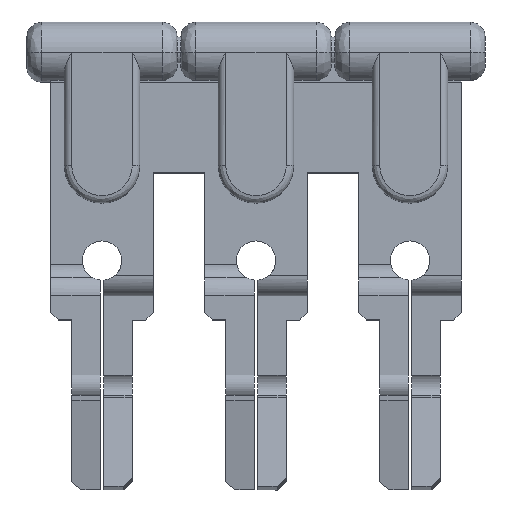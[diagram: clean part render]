
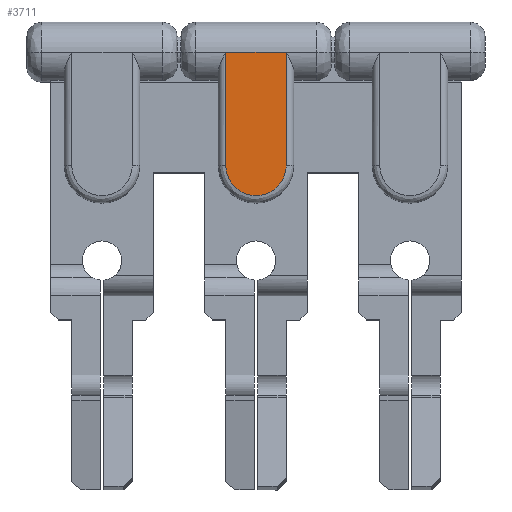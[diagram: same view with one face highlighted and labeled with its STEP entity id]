
A CAD part, top view. The second image highlights one B-rep face of the part: STEP entity #3711.
In plain terms, the highlighted planar face has unit normal (0, 0, 1).
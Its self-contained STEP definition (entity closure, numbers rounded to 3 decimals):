
#15 = CARTESIAN_POINT ( 'NONE',  ( -111.2, -3.38, 1.35 ) ) ;
#113 = DIRECTION ( 'NONE',  ( 1., 0., 0. ) ) ;
#174 = DIRECTION ( 'NONE',  ( 0., 0., 1. ) ) ;
#181 = DIRECTION ( 'NONE',  ( 0., 1., 0. ) ) ;
#192 = CARTESIAN_POINT ( 'NONE',  ( -112.631, -4.282, 1.35 ) ) ;
#195 = CARTESIAN_POINT ( 'NONE',  ( -112.2, -3.38, 1.35 ) ) ;
#223 = CARTESIAN_POINT ( 'NONE',  ( -111.444, -4.038, 1.35 ) ) ;
#316 = CARTESIAN_POINT ( 'NONE',  ( -113.2, -3.38, 1.35 ) ) ;
#357 = PLANE ( 'NONE',  #7117 ) ;
#476 = DIRECTION ( 'NONE',  ( 1., 0., 0. ) ) ;
#865 = CARTESIAN_POINT ( 'NONE',  ( -112.583, -4.304, 1.35 ) ) ;
#893 = CARTESIAN_POINT ( 'NONE',  ( -111.32, -3.857, 1.35 ) ) ;
#981 = DIRECTION ( 'NONE',  ( 0., -1., 0. ) ) ;
#1013 = ORIENTED_EDGE ( 'NONE', *, *, #2767, .F. ) ;
#1349 = ORIENTED_EDGE ( 'NONE', *, *, #4254, .T. ) ;
#1528 = CARTESIAN_POINT ( 'NONE',  ( -113.166, -3.644, 1.35 ) ) ;
#1554 = CARTESIAN_POINT ( 'NONE',  ( -112.327, -4.38, 1.35 ) ) ;
#1578 = CARTESIAN_POINT ( 'NONE',  ( -111.283, -3.78, 1.35 ) ) ;
#1593 = CARTESIAN_POINT ( 'NONE',  ( -113.2, -3.38, 1.35 ) ) ;
#1766 = LINE ( 'NONE', #316, #3324 ) ;
#1984 = CARTESIAN_POINT ( 'NONE',  ( -106.822, 0.37, 1.35 ) ) ;
#2113 = VERTEX_POINT ( 'NONE', #3551 ) ;
#2195 = CARTESIAN_POINT ( 'NONE',  ( -113.141, -3.719, 1.35 ) ) ;
#2226 = CARTESIAN_POINT ( 'NONE',  ( -112.043, -4.371, 1.35 ) ) ;
#2256 = CARTESIAN_POINT ( 'NONE',  ( -111.224, -3.63, 1.35 ) ) ;
#2767 = EDGE_CURVE ( 'NONE', #5675, #2113, #4628, .T. ) ;
#2862 = CARTESIAN_POINT ( 'NONE',  ( -113.079, -3.876, 1.35 ) ) ;
#2893 = CARTESIAN_POINT ( 'NONE',  ( -111.892, -4.331, 1.35 ) ) ;
#2927 = CARTESIAN_POINT ( 'NONE',  ( -111.2, -3.38, 1.35 ) ) ;
#3085 = VECTOR ( 'NONE', #181, 1000. ) ;
#3324 = VECTOR ( 'NONE', #981, 1000. ) ;
#3549 = CARTESIAN_POINT ( 'NONE',  ( -112.858, -4.136, 1.35 ) ) ;
#3551 = CARTESIAN_POINT ( 'NONE',  ( -111.2, 0.37, 1.35 ) ) ;
#3587 = CARTESIAN_POINT ( 'NONE',  ( -111.848, -4.316, 1.35 ) ) ;
#3625 = VERTEX_POINT ( 'NONE', #1593 ) ;
#3711 = ADVANCED_FACE ( 'NONE', ( #8117 ), #357, .T. ) ;
#3782 = VERTEX_POINT ( 'NONE', #4876 ) ;
#4231 = CARTESIAN_POINT ( 'NONE',  ( -112.677, -4.26, 1.35 ) ) ;
#4254 = EDGE_CURVE ( 'NONE', #3782, #2113, #6804, .T. ) ;
#4265 = CARTESIAN_POINT ( 'NONE',  ( -111.59, -4.184, 1.35 ) ) ;
#4504 = B_SPLINE_CURVE_WITH_KNOTS ( 'NONE', 3,
 ( #5526, #6174, #5554, #1528, #6203, #2195, #6839, #2862, #7419, #3549, #8000, #4231, #192, #4901, #865, #5582, #1554, #6230, #2226, #6862, #2893, #7448, #3587, #8026, #4265, #223, #4930, #893, #5618, #1578, #6258, #2256, #6889, #2927 ),
 .UNSPECIFIED., .F., .F.,
 ( 4, 1, 1, 2, 2, 2, 1, 1, 2, 2, 2, 1, 1, 2, 2, 2, 1, 1, 2, 2, 4 ),
 ( 0., 0.062, 0.094, 0.109, 0.125, 0.25, 0.312, 0.344, 0.359, 0.375, 0.5, 0.562, 0.594, 0.609, 0.625, 0.75, 0.812, 0.844, 0.859, 0.875, 1. ),
 .UNSPECIFIED. ) ;
#4628 = LINE ( 'NONE', #1984, #7757 ) ;
#4876 = CARTESIAN_POINT ( 'NONE',  ( -111.2, -3.38, 1.35 ) ) ;
#4901 = CARTESIAN_POINT ( 'NONE',  ( -112.6, -4.297, 1.35 ) ) ;
#4930 = CARTESIAN_POINT ( 'NONE',  ( -111.38, -3.96, 1.35 ) ) ;
#5526 = CARTESIAN_POINT ( 'NONE',  ( -113.2, -3.38, 1.35 ) ) ;
#5554 = CARTESIAN_POINT ( 'NONE',  ( -113.191, -3.537, 1.35 ) ) ;
#5582 = CARTESIAN_POINT ( 'NONE',  ( -112.45, -4.357, 1.35 ) ) ;
#5618 = CARTESIAN_POINT ( 'NONE',  ( -111.298, -3.811, 1.35 ) ) ;
#5675 = VERTEX_POINT ( 'NONE', #7301 ) ;
#5701 = ORIENTED_EDGE ( 'NONE', *, *, #5803, .T. ) ;
#5803 = EDGE_CURVE ( 'NONE', #3625, #3782, #4504, .T. ) ;
#6174 = CARTESIAN_POINT ( 'NONE',  ( -113.2, -3.444, 1.35 ) ) ;
#6203 = CARTESIAN_POINT ( 'NONE',  ( -113.151, -3.689, 1.35 ) ) ;
#6230 = CARTESIAN_POINT ( 'NONE',  ( -112.137, -4.38, 1.35 ) ) ;
#6258 = CARTESIAN_POINT ( 'NONE',  ( -111.276, -3.763, 1.35 ) ) ;
#6305 = EDGE_CURVE ( 'NONE', #5675, #3625, #1766, .T. ) ;
#6804 = LINE ( 'NONE', #15, #3085 ) ;
#6839 = CARTESIAN_POINT ( 'NONE',  ( -113.136, -3.732, 1.35 ) ) ;
#6862 = CARTESIAN_POINT ( 'NONE',  ( -111.937, -4.346, 1.35 ) ) ;
#6889 = CARTESIAN_POINT ( 'NONE',  ( -111.2, -3.508, 1.35 ) ) ;
#7117 = AXIS2_PLACEMENT_3D ( 'NONE', #195, #174, #113 ) ;
#7301 = CARTESIAN_POINT ( 'NONE',  ( -113.2, 0.37, 1.35 ) ) ;
#7419 = CARTESIAN_POINT ( 'NONE',  ( -113.004, -3.99, 1.35 ) ) ;
#7448 = CARTESIAN_POINT ( 'NONE',  ( -111.862, -4.321, 1.35 ) ) ;
#7757 = VECTOR ( 'NONE', #476, 1000. ) ;
#7976 = ORIENTED_EDGE ( 'NONE', *, *, #6305, .T. ) ;
#8000 = CARTESIAN_POINT ( 'NONE',  ( -112.78, -4.2, 1.35 ) ) ;
#8026 = CARTESIAN_POINT ( 'NONE',  ( -111.704, -4.259, 1.35 ) ) ;
#8117 = FACE_OUTER_BOUND ( 'NONE', #8273, .T. ) ;
#8273 = EDGE_LOOP ( 'NONE', ( #5701, #1349, #1013, #7976 ) ) ;
